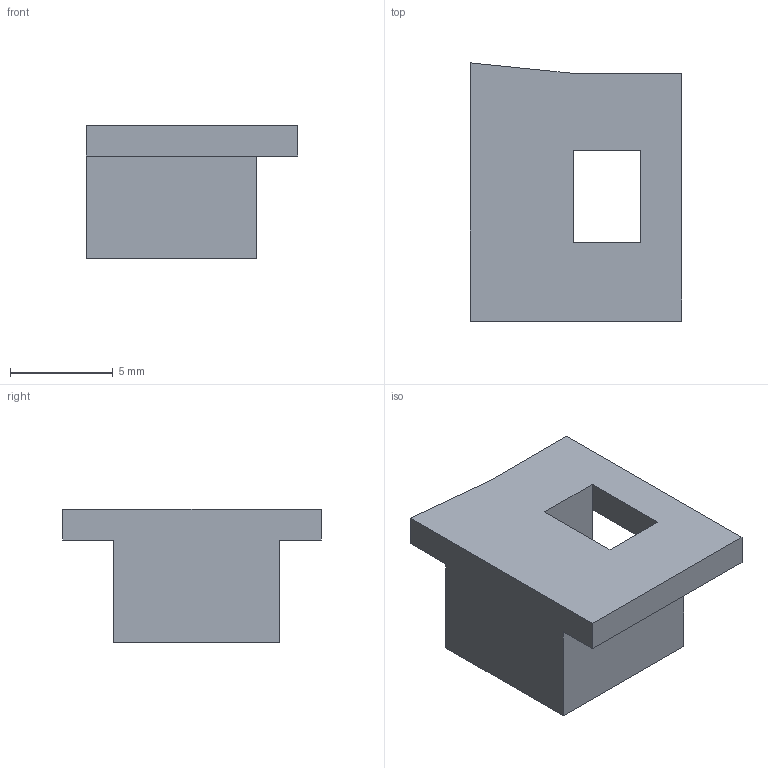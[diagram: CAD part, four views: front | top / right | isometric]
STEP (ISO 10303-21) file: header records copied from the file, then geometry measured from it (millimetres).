
FILE_DESCRIPTION (( 'STEP AP203' ), '1' );
FILE_NAME ('TR_z_axis_hall_sensor_mount_v1_0.STEP', '2018-05-17T19:17:36', ( '' ), ( '' ), 'SwSTEP 2.0', 'SolidWorks 2017', '' );
FILE_SCHEMA (( 'CONFIG_CONTROL_DESIGN' ));
Length unit declared in the file: millimetre
Products named in the file (1): TR_z_axis_hall_sensor_mount_v1_0
Bounding box: 10.28 x 12.56 x 6.5 mm (x, y, z)
Volume: 404.8 mm3; surface area: 518.4 mm2
Topology: 1 solids, 1 shells, 18 faces, 49 edges, 32 vertices
Faces by surface type: plane 18
Entity records: 638 total; most frequent: CARTESIAN_POINT 100, ORIENTED_EDGE 98, DIRECTION 87, VECTOR 49, EDGE_CURVE 49, LINE 49, VERTEX_POINT 32, AXIS2_PLACEMENT_3D 19
